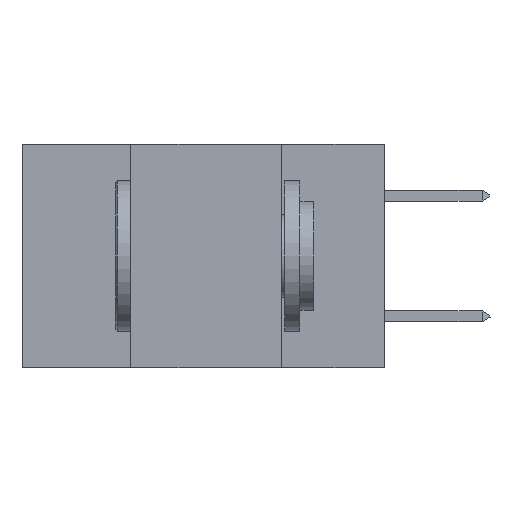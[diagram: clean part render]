
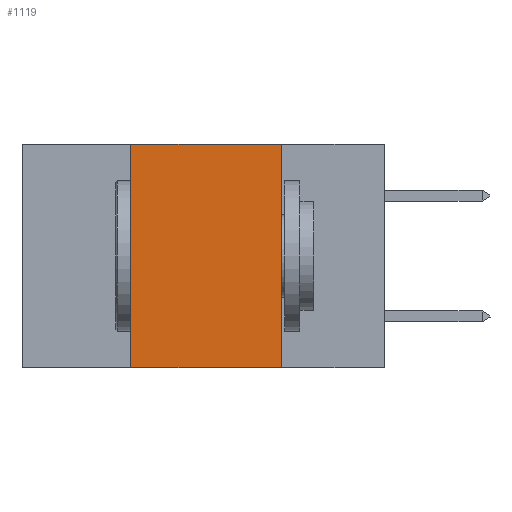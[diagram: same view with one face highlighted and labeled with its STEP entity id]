
A CAD part, left-side view. The second image highlights one B-rep face of the part: STEP entity #1119.
In plain terms, the highlighted planar face has unit normal (-1, 0, 0).
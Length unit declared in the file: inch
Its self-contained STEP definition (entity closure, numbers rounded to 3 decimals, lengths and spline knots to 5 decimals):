
#730 = VERTEX_POINT ( 'NONE', #18428 ) ;
#1119 = ADVANCED_FACE ( 'NONE', ( #7880 ), #11018, .F. ) ;
#1681 = EDGE_CURVE ( 'NONE', #23592, #8877, #24012, .T. ) ;
#2178 = VECTOR ( 'NONE', #5720, 39.37008 ) ;
#3718 = CARTESIAN_POINT ( 'NONE',  ( 0., 0.6, 0. ) ) ;
#4195 = DIRECTION ( 'NONE',  ( 0., 0., 1. ) ) ;
#4356 = EDGE_LOOP ( 'NONE', ( #13278, #18035, #15177, #9155 ) ) ;
#5168 = EDGE_CURVE ( 'NONE', #23884, #23592, #7131, .T. ) ;
#5209 = EDGE_CURVE ( 'NONE', #8877, #730, #19681, .T. ) ;
#5366 = CARTESIAN_POINT ( 'NONE',  ( 0., 0.6, 0. ) ) ;
#5393 = CARTESIAN_POINT ( 'NONE',  ( 0., 0.42, 0. ) ) ;
#5720 = DIRECTION ( 'NONE',  ( 0., -1., 0. ) ) ;
#5882 = VECTOR ( 'NONE', #23105, 39.37008 ) ;
#6222 = CARTESIAN_POINT ( 'NONE',  ( 0., 0.42, -0.37 ) ) ;
#7131 = LINE ( 'NONE', #5393, #19117 ) ;
#7355 = DIRECTION ( 'NONE',  ( 0., 0., -1. ) ) ;
#7706 = DIRECTION ( 'NONE',  ( 0., 0., -1. ) ) ;
#7880 = FACE_OUTER_BOUND ( 'NONE', #4356, .T. ) ;
#8877 = VERTEX_POINT ( 'NONE', #21986 ) ;
#9155 = ORIENTED_EDGE ( 'NONE', *, *, #20392, .T. ) ;
#11018 = PLANE ( 'NONE',  #12936 ) ;
#12936 = AXIS2_PLACEMENT_3D ( 'NONE', #5366, #24737, #7355 ) ;
#13278 = ORIENTED_EDGE ( 'NONE', *, *, #5209, .F. ) ;
#15177 = ORIENTED_EDGE ( 'NONE', *, *, #5168, .F. ) ;
#15476 = VECTOR ( 'NONE', #7706, 39.37008 ) ;
#16935 = CARTESIAN_POINT ( 'NONE',  ( 0., 0.42, 0. ) ) ;
#16963 = LINE ( 'NONE', #24386, #5882 ) ;
#18035 = ORIENTED_EDGE ( 'NONE', *, *, #1681, .F. ) ;
#18428 = CARTESIAN_POINT ( 'NONE',  ( 0., 0.17, -0.37 ) ) ;
#19117 = VECTOR ( 'NONE', #4195, 39.37008 ) ;
#19168 = CARTESIAN_POINT ( 'NONE',  ( 0., 0.17, 0. ) ) ;
#19681 = LINE ( 'NONE', #19168, #15476 ) ;
#20392 = EDGE_CURVE ( 'NONE', #23884, #730, #16963, .T. ) ;
#21986 = CARTESIAN_POINT ( 'NONE',  ( 0., 0.17, 0. ) ) ;
#23105 = DIRECTION ( 'NONE',  ( 0., -1., 0. ) ) ;
#23592 = VERTEX_POINT ( 'NONE', #16935 ) ;
#23884 = VERTEX_POINT ( 'NONE', #6222 ) ;
#24012 = LINE ( 'NONE', #3718, #2178 ) ;
#24386 = CARTESIAN_POINT ( 'NONE',  ( 0., 0.6, -0.37 ) ) ;
#24737 = DIRECTION ( 'NONE',  ( 1., 0., 0. ) ) ;
